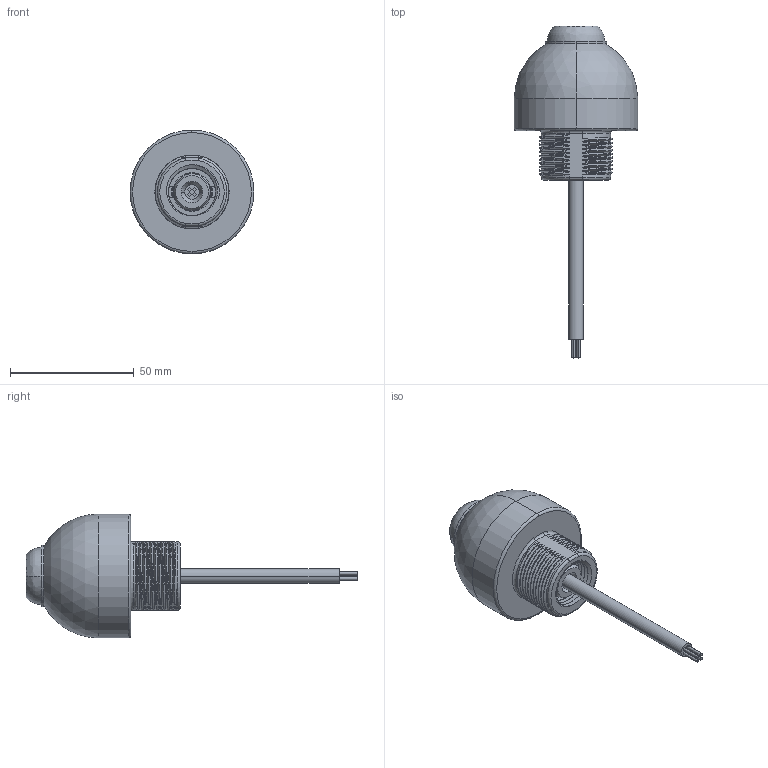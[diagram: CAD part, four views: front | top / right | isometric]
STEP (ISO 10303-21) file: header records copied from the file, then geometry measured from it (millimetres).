
FILE_DESCRIPTION((''),'2;1');
FILE_NAME('185569_ASM','2016-04-14T',('pdmadmin'),(''),'PRO/ENGINEER BY PARAMETRIC TECHNOLOGY CORPORATION, 2016010','PRO/ENGINEER BY PARAMETRIC TECHNOLOGY CORPORATION, 2016010','');
FILE_SCHEMA(('CONFIG_CONTROL_DESIGN'));
Products named in the file (8): 126458; 32626; 132098_2; 142957; 178658; 184822; 185157_AF0_ASM; 185569_ASM
Assembly tree (7 placements, depth 3):
  185569_ASM
    126458
    32626
    132098_2
    185157_AF0_ASM
      142957
      178658
      184822
Bounding box: 50 x 134.06 x 50 mm (x, y, z)
Volume: 37075.3 mm3; surface area: 29464.7 mm2
Topology: 6 solids, 6 shells, 549 faces, 1397 edges, 884 vertices
Faces by surface type: cylinder 207, bspline 147, plane 127, torus 26, cone 24, sphere 18
Entity records: 53602 total; most frequent: CARTESIAN_POINT 41238, ORIENTED_EDGE 2794, DIRECTION 2151, EDGE_CURVE 1397, VERTEX_POINT 884, AXIS2_PLACEMENT_3D 824, EDGE_LOOP 591, FACE_OUTER_BOUND 549
